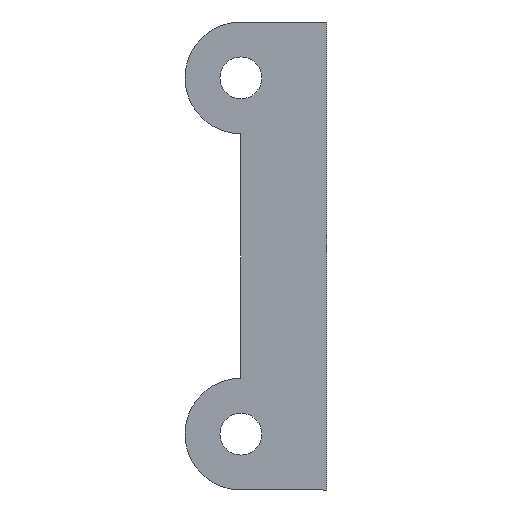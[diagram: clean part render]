
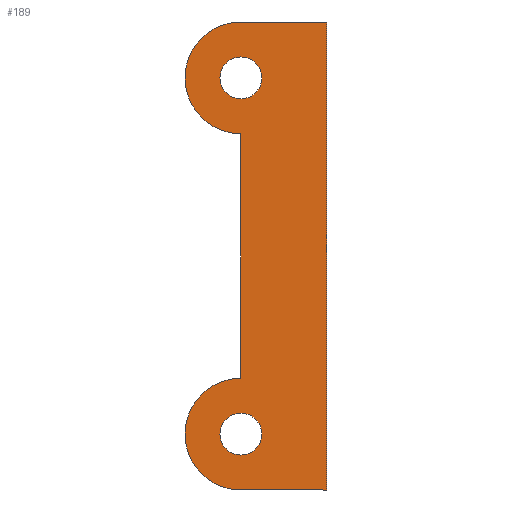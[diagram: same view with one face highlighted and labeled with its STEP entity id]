
A CAD part, left-side view. The second image highlights one B-rep face of the part: STEP entity #189.
In plain terms, the highlighted planar face has unit normal (-1, 0, 0).
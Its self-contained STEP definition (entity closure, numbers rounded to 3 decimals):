
#15=FACE_BOUND('',#44,.T.);
#16=FACE_BOUND('',#45,.T.);
#23=PLANE('',#221);
#33=FACE_OUTER_BOUND('',#43,.T.);
#43=EDGE_LOOP('',(#161,#162,#163,#164,#165,#166));
#44=EDGE_LOOP('',(#167));
#45=EDGE_LOOP('',(#168));
#51=LINE('',#293,#67);
#56=LINE('',#307,#72);
#59=LINE('',#313,#75);
#62=LINE('',#319,#78);
#67=VECTOR('',#241,10.);
#72=VECTOR('',#254,10.);
#75=VECTOR('',#259,10.);
#78=VECTOR('',#264,10.);
#82=CIRCLE('',#207,3.);
#84=CIRCLE('',#210,3.);
#85=CIRCLE('',#213,8.);
#87=CIRCLE('',#219,8.);
#90=VERTEX_POINT('',#281);
#92=VERTEX_POINT('',#287);
#93=VERTEX_POINT('',#291);
#94=VERTEX_POINT('',#292);
#97=VERTEX_POINT('',#300);
#99=VERTEX_POINT('',#306);
#101=VERTEX_POINT('',#312);
#103=VERTEX_POINT('',#318);
#107=EDGE_CURVE('',#90,#90,#82,.T.);
#110=EDGE_CURVE('',#92,#92,#84,.T.);
#111=EDGE_CURVE('',#93,#94,#51,.T.);
#115=EDGE_CURVE('',#94,#97,#85,.T.);
#118=EDGE_CURVE('',#97,#99,#56,.T.);
#121=EDGE_CURVE('',#101,#99,#59,.T.);
#124=EDGE_CURVE('',#101,#103,#62,.T.);
#127=EDGE_CURVE('',#103,#93,#87,.T.);
#161=ORIENTED_EDGE('',*,*,#127,.T.);
#162=ORIENTED_EDGE('',*,*,#111,.T.);
#163=ORIENTED_EDGE('',*,*,#115,.T.);
#164=ORIENTED_EDGE('',*,*,#118,.T.);
#165=ORIENTED_EDGE('',*,*,#121,.F.);
#166=ORIENTED_EDGE('',*,*,#124,.T.);
#167=ORIENTED_EDGE('',*,*,#110,.T.);
#168=ORIENTED_EDGE('',*,*,#107,.T.);
#189=ADVANCED_FACE('',(#33,#15,#16),#23,.T.);
#207=AXIS2_PLACEMENT_3D('',#283,#230,#231);
#210=AXIS2_PLACEMENT_3D('',#289,#237,#238);
#213=AXIS2_PLACEMENT_3D('',#301,#247,#248);
#219=AXIS2_PLACEMENT_3D('',#324,#269,#270);
#221=AXIS2_PLACEMENT_3D('',#326,#273,#274);
#230=DIRECTION('center_axis',(1.,0.,0.));
#231=DIRECTION('ref_axis',(0.,-1.,0.));
#237=DIRECTION('center_axis',(1.,0.,0.));
#238=DIRECTION('ref_axis',(0.,-1.,0.));
#241=DIRECTION('',(0.,0.,-1.));
#247=DIRECTION('center_axis',(-1.,0.,0.));
#248=DIRECTION('ref_axis',(0.,-1.,0.));
#254=DIRECTION('',(0.,-1.,0.));
#259=DIRECTION('',(0.,0.,-1.));
#264=DIRECTION('',(0.,1.,0.));
#269=DIRECTION('center_axis',(-1.,0.,0.));
#270=DIRECTION('ref_axis',(0.,-1.,0.));
#273=DIRECTION('center_axis',(-1.,0.,0.));
#274=DIRECTION('ref_axis',(0.,-1.,0.));
#281=CARTESIAN_POINT('',(-20.,40.326,-42.676));
#283=CARTESIAN_POINT('Origin',(-20.,37.326,-42.676));
#287=CARTESIAN_POINT('',(-20.,40.326,8.324));
#289=CARTESIAN_POINT('Origin',(-20.,37.326,8.324));
#291=CARTESIAN_POINT('',(-20.,37.326,0.324));
#292=CARTESIAN_POINT('',(-20.,37.326,-34.676));
#293=CARTESIAN_POINT('',(-20.,37.326,0.324));
#300=CARTESIAN_POINT('',(-20.,37.326,-50.676));
#301=CARTESIAN_POINT('Origin',(-20.,37.326,-42.676));
#306=CARTESIAN_POINT('',(-20.,25.,-50.676));
#307=CARTESIAN_POINT('',(-20.,37.326,-50.676));
#312=CARTESIAN_POINT('',(-20.,25.,16.324));
#313=CARTESIAN_POINT('',(-20.,25.,16.324));
#318=CARTESIAN_POINT('',(-20.,37.326,16.324));
#319=CARTESIAN_POINT('',(-20.,25.,16.324));
#324=CARTESIAN_POINT('Origin',(-20.,37.326,8.324));
#326=CARTESIAN_POINT('Origin',(-20.,35.163,-17.176));
